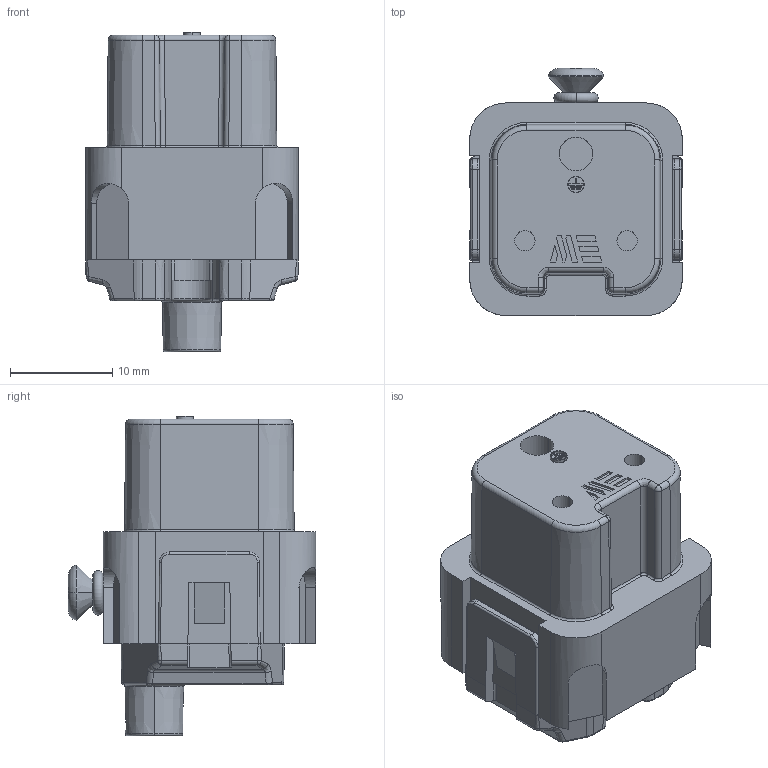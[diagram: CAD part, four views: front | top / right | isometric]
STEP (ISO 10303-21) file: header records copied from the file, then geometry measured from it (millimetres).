
FILE_DESCRIPTION (( 'STEP AP203' ), '1' );
FILE_NAME ('29006.step', '2025-02-12T17:30:25', ( '' ), ( '' ), 'SwSTEP 2.0', 'SolidWorks 2024', '' );
FILE_SCHEMA (( 'CONFIG_CONTROL_DESIGN' ));
Length unit declared in the file: millimetre
Products named in the file (1): 29006
Bounding box: 20.8 x 24.2 x 31.3 mm (x, y, z)
Volume: 7654.2 mm3; surface area: 3714.4 mm2
Topology: 1 solids, 1 shells, 464 faces, 1143 edges, 708 vertices
Faces by surface type: plane 196, cylinder 141, bspline 55, torus 42, cone 28, sphere 2
Entity records: 14459 total; most frequent: CARTESIAN_POINT 3844, ORIENTED_EDGE 2286, DIRECTION 2108, EDGE_CURVE 1143, AXIS2_PLACEMENT_3D 747, VERTEX_POINT 708, VECTOR 614, LINE 614
